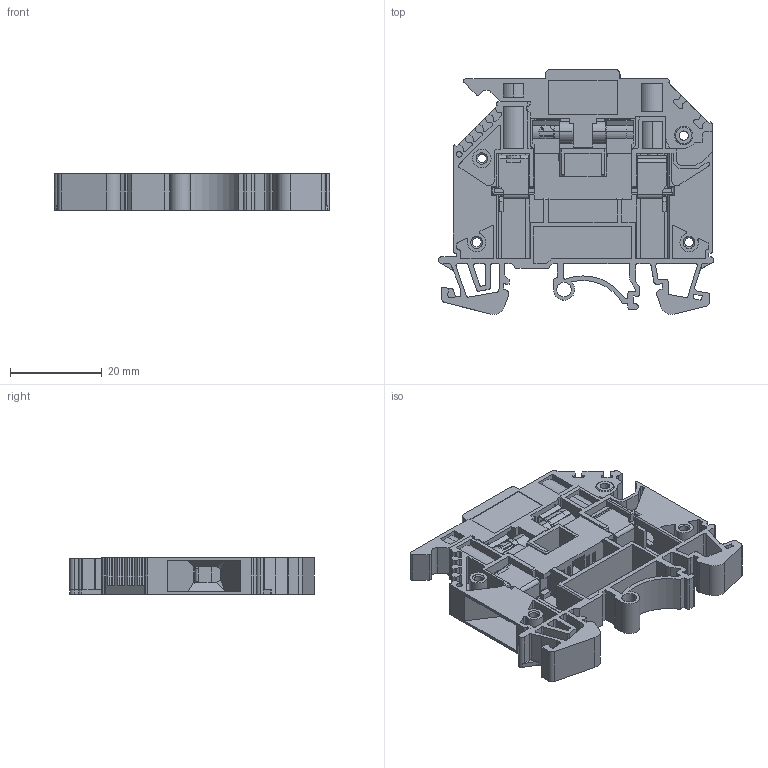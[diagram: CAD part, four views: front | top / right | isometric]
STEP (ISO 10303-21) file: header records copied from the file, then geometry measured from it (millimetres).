
FILE_DESCRIPTION (( 'STEP AP203' ), '1' );
FILE_NAME ('CTR4SI-E¢Ü_20160930.stp', '2018-01-15T11:50:00', ( 'admin' ), ( '' ), 'SwSTEP 2.0', 'SolidWorks 2016', '' );
FILE_SCHEMA (( 'CONFIG_CONTROL_DESIGN' ));
Length unit declared in the file: millimetre
Products named in the file (15): DEFAULT-1; DEFAULT-10; DEFAULT-2; DEFAULT-11; DEFAULT-3; DEFAULT-12; DEFAULT-4; DEFAULT; DEFAULT-5; CTR4SI-E｢ﾜ_20160930; DEFAULT-6; DEFAULT-7; DEFAULT-8; DEFAULT-9
Assembly tree (15 placements, depth 3):
  CTR4SI-E｢ﾜ_20160930
    DEFAULT
      DEFAULT
      DEFAULT-1
      DEFAULT-2
      DEFAULT-3
      DEFAULT-4
      DEFAULT-5
      DEFAULT-6
      DEFAULT-7
      DEFAULT-8
      DEFAULT-9  x2
      DEFAULT-10
      DEFAULT-11
      DEFAULT-12
Bounding box: 60 x 53.39 x 8 mm (x, y, z)
Volume: 9212.4 mm3; surface area: 20580.3 mm2
Topology: 14 solids, 14 shells, 1725 faces, 4840 edges, 3174 vertices
Faces by surface type: plane 1144, cylinder 511, bspline 38, torus 20, cone 12
Entity records: 59662 total; most frequent: CARTESIAN_POINT 15289, ORIENTED_EDGE 9300, DIRECTION 8467, EDGE_CURVE 4650, VECTOR 3539, LINE 3539, VERTEX_POINT 3046, AXIS2_PLACEMENT_3D 2464
